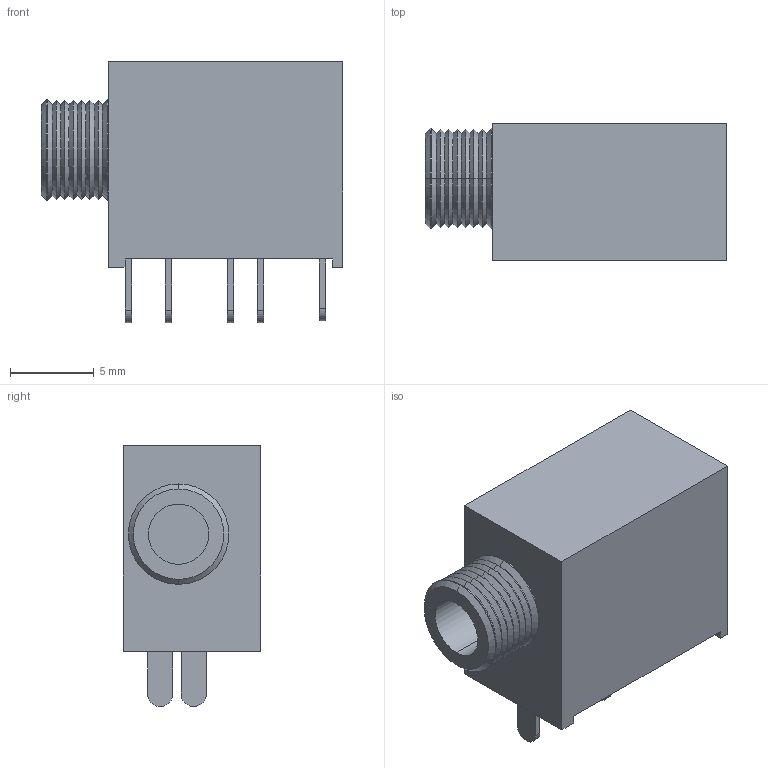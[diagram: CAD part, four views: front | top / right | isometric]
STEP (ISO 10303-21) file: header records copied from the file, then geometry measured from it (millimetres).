
FILE_DESCRIPTION(('FreeCAD Model'),'2;1');
FILE_NAME('CUI_DEVICES_SJ1-3535.step', '2020-02-23T13:04:22',('kicad StepUp'),('ksu MCAD'), 'Open CASCADE STEP processor 7.4','FreeCAD','Unknown');
FILE_SCHEMA(('AUTOMOTIVE_DESIGN { 1 0 10303 214 1 1 1 1 }'));
Length unit declared in the file: millimetre
Products named in the file (1): CUI_DEVICES_SJ1-3535
Bounding box: 18 x 8.2 x 15.6 mm (x, y, z)
Volume: 1432.4 mm3; surface area: 978 mm2
Topology: 1 solids, 1 shells, 77 faces, 173 edges, 104 vertices
Faces by surface type: plane 33, cone 30, cylinder 14
Entity records: 2675 total; most frequent: DIRECTION 385, CARTESIAN_POINT 355, ORIENTED_EDGE 346, EDGE_CURVE 173, AXIS2_PLACEMENT_3D 134, LINE 117, VECTOR 117, VERTEX_POINT 104
